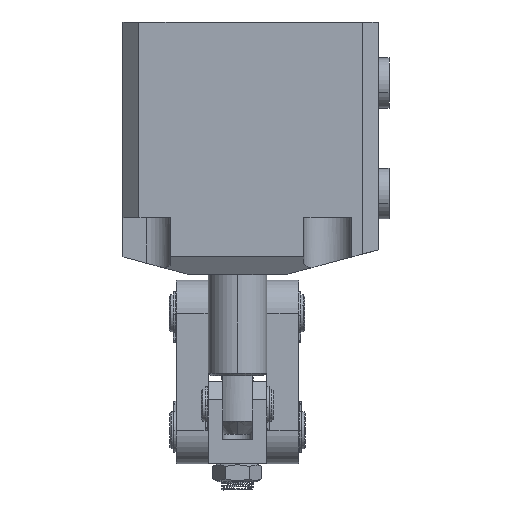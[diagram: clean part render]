
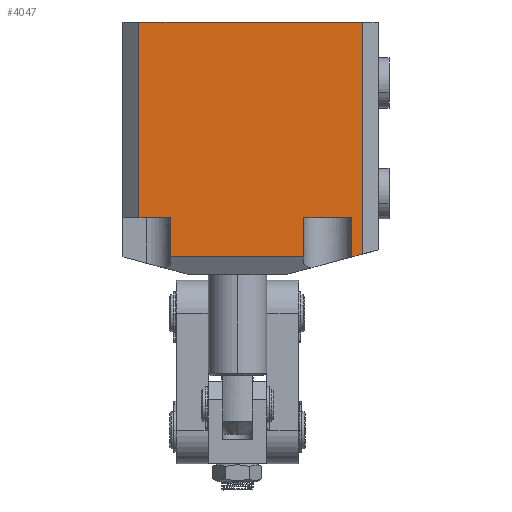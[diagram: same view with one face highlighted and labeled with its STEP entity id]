
A CAD part, front view. The second image highlights one B-rep face of the part: STEP entity #4047.
In plain terms, the highlighted planar face has unit normal (0, -1, 0).
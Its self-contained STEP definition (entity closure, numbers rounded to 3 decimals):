
#82 = CARTESIAN_POINT ( 'NONE',  ( -37., -43., 47.5 ) ) ;
#951 = EDGE_CURVE ( 'NONE', #33931, #1091, #36553, .T. ) ;
#1091 = VERTEX_POINT ( 'NONE', #30543 ) ;
#1396 = DIRECTION ( 'NONE',  ( 0., 0., 1. ) ) ;
#1693 = LINE ( 'NONE', #53363, #1756 ) ;
#1756 = VECTOR ( 'NONE', #5149, 1000. ) ;
#2648 = ORIENTED_EDGE ( 'NONE', *, *, #4535, .F. ) ;
#4047 = ADVANCED_FACE ( 'NONE', ( #49508 ), #8248, .F. ) ;
#4535 = EDGE_CURVE ( 'NONE', #1091, #21354, #29540, .T. ) ;
#5149 = DIRECTION ( 'NONE',  ( 1., 0., 0. ) ) ;
#5477 = CARTESIAN_POINT ( 'NONE',  ( -25., -43., -40.801 ) ) ;
#5519 = DIRECTION ( 'NONE',  ( 0., 0., 1. ) ) ;
#6075 = VERTEX_POINT ( 'NONE', #18115 ) ;
#6260 = ORIENTED_EDGE ( 'NONE', *, *, #951, .F. ) ;
#7985 = DIRECTION ( 'NONE',  ( 0., 0., 1. ) ) ;
#8057 = DIRECTION ( 'NONE',  ( 0., 1., 0. ) ) ;
#8121 = CARTESIAN_POINT ( 'NONE',  ( 47., -43., -40.801 ) ) ;
#8248 = PLANE ( 'NONE',  #20020 ) ;
#9931 = VERTEX_POINT ( 'NONE', #44147 ) ;
#11332 = LINE ( 'NONE', #31921, #11437 ) ;
#11437 = VECTOR ( 'NONE', #36239, 1000. ) ;
#11518 = EDGE_LOOP ( 'NONE', ( #48577, #2648, #6260, #14123, #37801, #20759, #36013, #16171, #34669, #23114 ) ) ;
#12015 = EDGE_CURVE ( 'NONE', #21354, #6075, #13978, .T. ) ;
#12050 = CARTESIAN_POINT ( 'NONE',  ( -25., -43., -40.801 ) ) ;
#13866 = CARTESIAN_POINT ( 'NONE',  ( 43., -43., -26. ) ) ;
#13978 = LINE ( 'NONE', #5477, #14475 ) ;
#14123 = ORIENTED_EDGE ( 'NONE', *, *, #39014, .F. ) ;
#14475 = VECTOR ( 'NONE', #5519, 1000. ) ;
#15347 = LINE ( 'NONE', #45519, #15989 ) ;
#15700 = DIRECTION ( 'NONE',  ( 0., 0., 1. ) ) ;
#15989 = VECTOR ( 'NONE', #15700, 1000. ) ;
#16171 = ORIENTED_EDGE ( 'NONE', *, *, #42568, .F. ) ;
#16927 = VERTEX_POINT ( 'NONE', #39494 ) ;
#18115 = CARTESIAN_POINT ( 'NONE',  ( -25., -43., -26. ) ) ;
#18753 = LINE ( 'NONE', #31141, #18940 ) ;
#18889 = DIRECTION ( 'NONE',  ( -1., 0., 0. ) ) ;
#18940 = VECTOR ( 'NONE', #1396, 1000. ) ;
#20020 = AXIS2_PLACEMENT_3D ( 'NONE', #8121, #8057, #7985 ) ;
#20759 = ORIENTED_EDGE ( 'NONE', *, *, #45553, .F. ) ;
#21354 = VERTEX_POINT ( 'NONE', #12050 ) ;
#21627 = EDGE_CURVE ( 'NONE', #6075, #29010, #49770, .T. ) ;
#22660 = VECTOR ( 'NONE', #30960, 1000. ) ;
#22693 = CARTESIAN_POINT ( 'NONE',  ( 47., -43., -40.801 ) ) ;
#22741 = DIRECTION ( 'NONE',  ( -1., 0., 0. ) ) ;
#23114 = ORIENTED_EDGE ( 'NONE', *, *, #21627, .F. ) ;
#23526 = LINE ( 'NONE', #39227, #22660 ) ;
#29010 = VERTEX_POINT ( 'NONE', #35427 ) ;
#29332 = VECTOR ( 'NONE', #22741, 1000. ) ;
#29540 = LINE ( 'NONE', #22693, #29332 ) ;
#30543 = CARTESIAN_POINT ( 'NONE',  ( 25., -43., -40.801 ) ) ;
#30960 = DIRECTION ( 'NONE',  ( 0., 0., 1. ) ) ;
#31141 = CARTESIAN_POINT ( 'NONE',  ( 43., -43., -40.801 ) ) ;
#31530 = CARTESIAN_POINT ( 'NONE',  ( 47., -43., -26. ) ) ;
#31921 = CARTESIAN_POINT ( 'NONE',  ( 47., -43., -26. ) ) ;
#33931 = VERTEX_POINT ( 'NONE', #52114 ) ;
#33938 = EDGE_CURVE ( 'NONE', #29010, #39926, #23526, .T. ) ;
#34396 = CARTESIAN_POINT ( 'NONE',  ( 25., -43., -40.801 ) ) ;
#34669 = ORIENTED_EDGE ( 'NONE', *, *, #33938, .F. ) ;
#35008 = DIRECTION ( 'NONE',  ( 0., 0., -1. ) ) ;
#35427 = CARTESIAN_POINT ( 'NONE',  ( -37., -43., -26. ) ) ;
#35786 = EDGE_CURVE ( 'NONE', #45310, #40875, #18753, .T. ) ;
#36013 = ORIENTED_EDGE ( 'NONE', *, *, #37551, .T. ) ;
#36239 = DIRECTION ( 'NONE',  ( -1., 0., 0. ) ) ;
#36426 = VECTOR ( 'NONE', #35008, 1000. ) ;
#36553 = LINE ( 'NONE', #34396, #36426 ) ;
#37551 = EDGE_CURVE ( 'NONE', #16927, #9931, #15347, .T. ) ;
#37801 = ORIENTED_EDGE ( 'NONE', *, *, #35786, .F. ) ;
#39014 = EDGE_CURVE ( 'NONE', #40875, #33931, #11332, .T. ) ;
#39227 = CARTESIAN_POINT ( 'NONE',  ( -37., -43., -40.801 ) ) ;
#39494 = CARTESIAN_POINT ( 'NONE',  ( 47., -43., -39.729 ) ) ;
#39926 = VERTEX_POINT ( 'NONE', #82 ) ;
#40875 = VERTEX_POINT ( 'NONE', #13866 ) ;
#42568 = EDGE_CURVE ( 'NONE', #39926, #9931, #1693, .T. ) ;
#42889 = CARTESIAN_POINT ( 'NONE',  ( 43., -43., -40.801 ) ) ;
#44147 = CARTESIAN_POINT ( 'NONE',  ( 47., -43., 47.5 ) ) ;
#45310 = VERTEX_POINT ( 'NONE', #42889 ) ;
#45519 = CARTESIAN_POINT ( 'NONE',  ( 47., -43., -40.253 ) ) ;
#45553 = EDGE_CURVE ( 'NONE', #16927, #45310, #50356, .T. ) ;
#47820 = DIRECTION ( 'NONE',  ( -0.966, 0., -0.259 ) ) ;
#48577 = ORIENTED_EDGE ( 'NONE', *, *, #12015, .F. ) ;
#49508 = FACE_OUTER_BOUND ( 'NONE', #11518, .T. ) ;
#49573 = VECTOR ( 'NONE', #18889, 1000. ) ;
#49770 = LINE ( 'NONE', #31530, #49573 ) ;
#49855 = VECTOR ( 'NONE', #47820, 1000. ) ;
#50356 = LINE ( 'NONE', #52032, #49855 ) ;
#52032 = CARTESIAN_POINT ( 'NONE',  ( 47., -43., -39.729 ) ) ;
#52114 = CARTESIAN_POINT ( 'NONE',  ( 25., -43., -26. ) ) ;
#53363 = CARTESIAN_POINT ( 'NONE',  ( -43., -43., 47.5 ) ) ;
